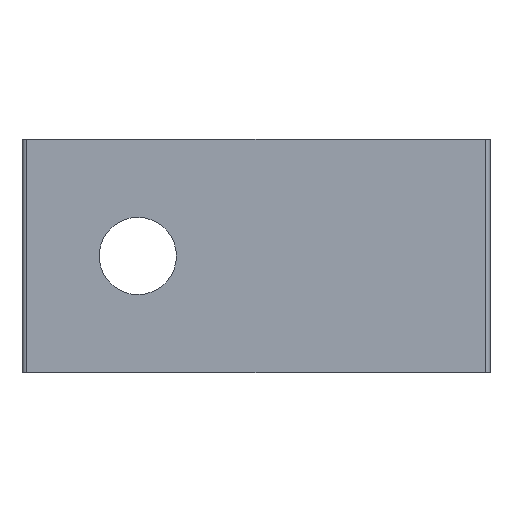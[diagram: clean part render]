
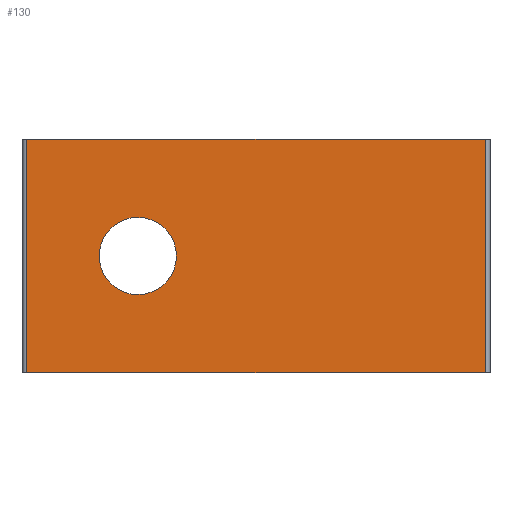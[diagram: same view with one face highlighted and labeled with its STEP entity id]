
A CAD part, front view. The second image highlights one B-rep face of the part: STEP entity #130.
In plain terms, the highlighted planar face has unit normal (0, -1, 0).
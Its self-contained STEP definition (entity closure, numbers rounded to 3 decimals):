
#118=FACE_BOUND('',#169,.T.);
#119=FACE_BOUND('',#170,.T.);
#130=ADVANCED_FACE('',(#118,#119),#147,.T.);
#147=PLANE('',#443);
#169=EDGE_LOOP('',(#216,#217,#218,#219));
#170=EDGE_LOOP('',(#220));
#192=CIRCLE('',#442,4.165);
#216=ORIENTED_EDGE('',*,*,#341,.F.);
#217=ORIENTED_EDGE('',*,*,#342,.F.);
#218=ORIENTED_EDGE('',*,*,#343,.F.);
#219=ORIENTED_EDGE('',*,*,#344,.F.);
#220=ORIENTED_EDGE('',*,*,#345,.T.);
#307=VERTEX_POINT('',#596);
#308=VERTEX_POINT('',#597);
#309=VERTEX_POINT('',#599);
#310=VERTEX_POINT('',#601);
#311=VERTEX_POINT('',#604);
#341=EDGE_CURVE('',#307,#308,#389,.T.);
#342=EDGE_CURVE('',#309,#307,#390,.T.);
#343=EDGE_CURVE('',#310,#309,#391,.T.);
#344=EDGE_CURVE('',#308,#310,#392,.T.);
#345=EDGE_CURVE('',#311,#311,#192,.T.);
#389=LINE('',#595,#416);
#390=LINE('',#598,#417);
#391=LINE('',#600,#418);
#392=LINE('',#602,#419);
#416=VECTOR('',#489,1.);
#417=VECTOR('',#490,1.);
#418=VECTOR('',#491,1.);
#419=VECTOR('',#492,1.);
#442=AXIS2_PLACEMENT_3D('',#603,#493,#494);
#443=AXIS2_PLACEMENT_3D('',#605,#495,#496);
#489=DIRECTION('',(0.,0.,-1.));
#490=DIRECTION('',(1.,0.,0.));
#491=DIRECTION('',(0.,0.,1.));
#492=DIRECTION('',(-1.,0.,0.));
#493=DIRECTION('',(0.,1.,0.));
#494=DIRECTION('',(-1.,0.,0.));
#495=DIRECTION('',(0.,-1.,0.));
#496=DIRECTION('',(-1.,0.,0.));
#595=CARTESIAN_POINT('',(-0.5,0.,0.));
#596=CARTESIAN_POINT('',(-0.5,0.,12.575));
#597=CARTESIAN_POINT('',(-0.5,0.,-12.575));
#598=CARTESIAN_POINT('',(-50.5,0.,12.575));
#599=CARTESIAN_POINT('',(-50.,0.,12.575));
#600=CARTESIAN_POINT('',(-50.,0.,0.));
#601=CARTESIAN_POINT('',(-50.,0.,-12.575));
#602=CARTESIAN_POINT('',(-50.5,0.,-12.575));
#603=CARTESIAN_POINT('',(-38.,0.,0.));
#604=CARTESIAN_POINT('',(-33.835,0.,0.));
#605=CARTESIAN_POINT('',(-50.5,0.,0.));
